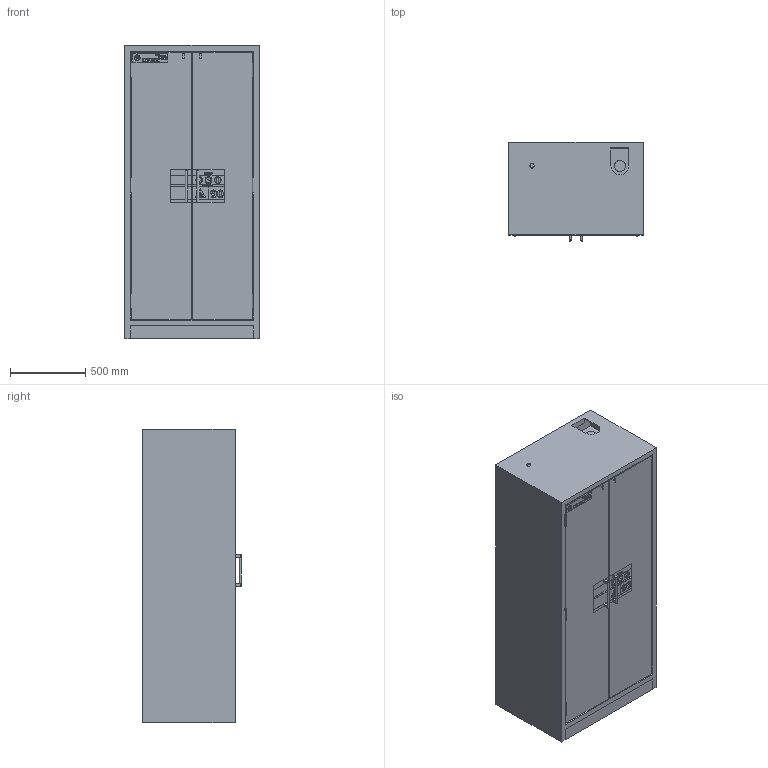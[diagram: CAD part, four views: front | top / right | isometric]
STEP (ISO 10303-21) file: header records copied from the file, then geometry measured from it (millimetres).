
FILE_DESCRIPTION(/* description */ (''),/* implementation_level */ '2;1');
FILE_NAME(/* name */ 'Q90.196.090_30041-040-30043_CD.stp',/* time_stamp */ '2017-05-03T13:22:21+02:00',/* author */ ('pproduktmanagement'),/* organization */ (''),/* preprocessor_version */ 'ST-DEVELOPER v16.5',/* originating_system */ 'Autodesk Inventor 2017',/* authorisation */ '');
FILE_SCHEMA (('AUTOMOTIVE_DESIGN { 1 0 10303 214 3 1 1 }'));
Length unit declared in the file: millimetre
Products named in the file (2): Q90.196.090_30043_30053_30055; Q90.196.090_30041-040-30043_CD
Assembly tree (1 placements, depth 2):
  Q90.196.090_30043_30053_30055
    Q90.196.090_30041-040-30043_CD
Bounding box: 893.76 x 656.59 x 1949.25 mm (x, y, z)
Volume: 347169641.7 mm3; surface area: 18852196.4 mm2
Topology: 14 solids, 14 shells, 876 faces, 2286 edges, 1526 vertices
Faces by surface type: plane 658, bspline 135, cylinder 83
Full cylindrical faces by diameter (mm): 6 x8, 14 x2, 20 x25, 29 x1, 33.8 x1, 37.8 x1, 40 x1, 45 x3, 75 x2
Entity records: 28206 total; most frequent: CARTESIAN_POINT 6732, ORIENTED_EDGE 4432, DIRECTION 3610, EDGE_CURVE 2216, LINE 1770, VECTOR 1770, VERTEX_POINT 1500, EDGE_LOOP 1078
